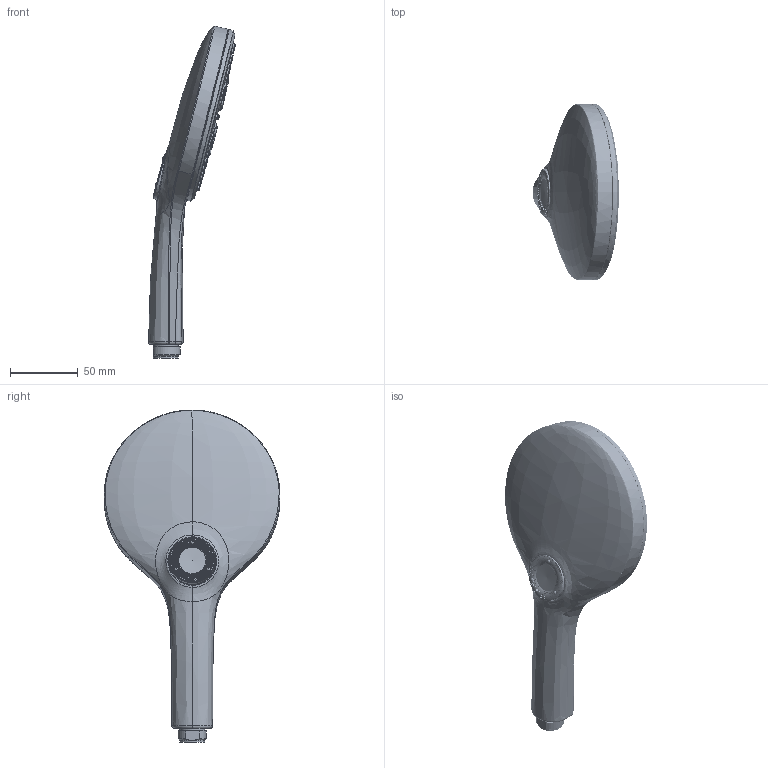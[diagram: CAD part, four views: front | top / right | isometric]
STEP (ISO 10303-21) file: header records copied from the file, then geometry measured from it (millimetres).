
FILE_DESCRIPTION(/* description */ ('Unknown'),/* implementation_level */ '2;1');
FILE_NAME(/* name */ '26544000',/* time_stamp */ '2022-09-10T06:07:24+02:00',/* author */ ('Unknown'),/* organization */ ('GROHE AG'),/* preprocessor_version */ 'ST-DEVELOPER v16.7',/* originating_system */ 'DEX',/* authorisation */ $);
FILE_SCHEMA (('AUTOMOTIVE_DESIGN {1 0 10303 214 3 1 1}'));
Length unit declared in the file: millimetre
Products named in the file (4): 26544000; id75; roundplate
Assembly tree (3 placements, depth 2):
  26544000
    26544000
    id75
    roundplate
Bounding box: 63.98 x 129.83 x 244.96 mm (x, y, z)
Volume: 306720.5 mm3; surface area: 79403.7 mm2
Topology: 1 solids, 185 shells, 979 faces, 4570 edges, 3617 vertices
Faces by surface type: bspline 668, cylinder 151, sphere 83, plane 35, torus 33, cone 9
Full cylindrical faces by diameter (mm): 0.995 x12, 0.997 x4, 0.998 x8, 0.999 x4, 1 x32, 1.5 x8, 2 x1, 3 x2, 3.6 x60, 5 x8, 18.2 x1, 18.4 x1, 35 x1
Entity records: 87330 total; most frequent: CARTESIAN_POINT 60592, ORIENTED_EDGE 4280, EDGE_CURVE 3245, VERTEX_POINT 2972, EDGE_LOOP 2358, FACE_BOUND 2358, B_SPLINE_CURVE_WITH_KNOTS 2344, DIRECTION 2145
